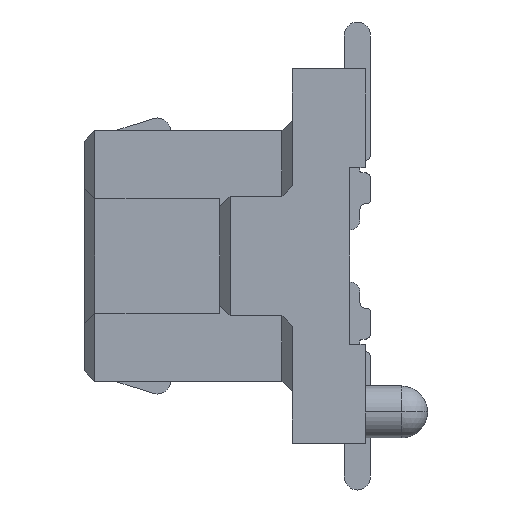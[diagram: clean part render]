
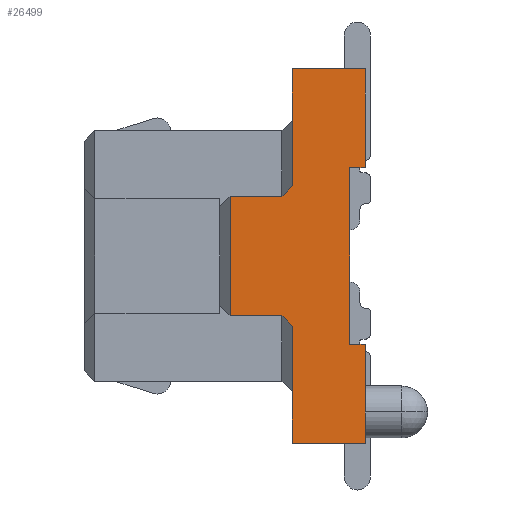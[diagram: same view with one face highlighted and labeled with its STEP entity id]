
A CAD part, left-side view. The second image highlights one B-rep face of the part: STEP entity #26499.
In plain terms, the highlighted planar face has unit normal (-1, 0, 0).
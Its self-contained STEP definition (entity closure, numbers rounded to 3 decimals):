
#47 = LINE ( 'NONE', #12196, #12398 ) ;
#332 = VERTEX_POINT ( 'NONE', #33699 ) ;
#1031 = EDGE_CURVE ( 'NONE', #18528, #15623, #1768, .T. ) ;
#1533 = VERTEX_POINT ( 'NONE', #38600 ) ;
#1768 = LINE ( 'NONE', #19929, #7488 ) ;
#2240 = ORIENTED_EDGE ( 'NONE', *, *, #32711, .T. ) ;
#2739 = LINE ( 'NONE', #14504, #26046 ) ;
#2834 = CARTESIAN_POINT ( 'NONE',  ( -4.8, 0., -1.8 ) ) ;
#3373 = CARTESIAN_POINT ( 'NONE',  ( -4.8, 0.15, -0.85 ) ) ;
#3843 = CARTESIAN_POINT ( 'NONE',  ( -4.8, 0., 0.85 ) ) ;
#4311 = VECTOR ( 'NONE', #30899, 1000. ) ;
#4324 = DIRECTION ( 'NONE',  ( 0., 1., 0. ) ) ;
#4338 = DIRECTION ( 'NONE',  ( 0., 0.707, -0.707 ) ) ;
#4381 = CARTESIAN_POINT ( 'NONE',  ( -4.8, 0., -1.5 ) ) ;
#5477 = CARTESIAN_POINT ( 'NONE',  ( -4.8, 0., -1.8 ) ) ;
#5542 = VECTOR ( 'NONE', #14458, 1000. ) ;
#5854 = ORIENTED_EDGE ( 'NONE', *, *, #32724, .T. ) ;
#5925 = VERTEX_POINT ( 'NONE', #23686 ) ;
#6013 = CARTESIAN_POINT ( 'NONE',  ( -4.8, 0.15, 0.85 ) ) ;
#6108 = EDGE_CURVE ( 'NONE', #1533, #5925, #31234, .T. ) ;
#6264 = CARTESIAN_POINT ( 'NONE',  ( -4.8, 0.7, 1.8 ) ) ;
#6305 = EDGE_CURVE ( 'NONE', #38949, #332, #14980, .T. ) ;
#6481 = VERTEX_POINT ( 'NONE', #9788 ) ;
#7297 = VECTOR ( 'NONE', #36127, 1000. ) ;
#7488 = VECTOR ( 'NONE', #32086, 1000. ) ;
#7518 = LINE ( 'NONE', #10504, #9678 ) ;
#7594 = VECTOR ( 'NONE', #18654, 1000. ) ;
#7661 = DIRECTION ( 'NONE',  ( 0., 0., -1. ) ) ;
#7851 = CARTESIAN_POINT ( 'NONE',  ( -4.8, 1.3, 0.575 ) ) ;
#8632 = AXIS2_PLACEMENT_3D ( 'NONE', #2834, #20995, #21188 ) ;
#8809 = FACE_OUTER_BOUND ( 'NONE', #37835, .T. ) ;
#9110 = ORIENTED_EDGE ( 'NONE', *, *, #6108, .T. ) ;
#9574 = EDGE_CURVE ( 'NONE', #9829, #38949, #38811, .T. ) ;
#9678 = VECTOR ( 'NONE', #4324, 1000. ) ;
#9788 = CARTESIAN_POINT ( 'NONE',  ( -4.8, 0.8, 0.575 ) ) ;
#9792 = VERTEX_POINT ( 'NONE', #22838 ) ;
#9829 = VERTEX_POINT ( 'NONE', #17828 ) ;
#10103 = VERTEX_POINT ( 'NONE', #4381 ) ;
#10504 = CARTESIAN_POINT ( 'NONE',  ( -4.8, 0., 0.85 ) ) ;
#11398 = VECTOR ( 'NONE', #25181, 1000. ) ;
#11469 = LINE ( 'NONE', #5477, #5542 ) ;
#11601 = DIRECTION ( 'NONE',  ( 0., 0., 1. ) ) ;
#12196 = CARTESIAN_POINT ( 'NONE',  ( -4.8, 0.8, -0.575 ) ) ;
#12398 = VECTOR ( 'NONE', #24368, 1000. ) ;
#12689 = CARTESIAN_POINT ( 'NONE',  ( -4.8, 1.3, -0.575 ) ) ;
#12753 = EDGE_CURVE ( 'NONE', #34837, #6481, #13916, .T. ) ;
#13646 = VERTEX_POINT ( 'NONE', #3373 ) ;
#13916 = LINE ( 'NONE', #31663, #18095 ) ;
#14025 = EDGE_CURVE ( 'NONE', #10103, #30098, #2739, .T. ) ;
#14458 = DIRECTION ( 'NONE',  ( 0., 0., 1. ) ) ;
#14504 = CARTESIAN_POINT ( 'NONE',  ( -4.8, 0., -1.5 ) ) ;
#14591 = CARTESIAN_POINT ( 'NONE',  ( -4.8, 0.7, -1.8 ) ) ;
#14980 = LINE ( 'NONE', #14591, #25504 ) ;
#15068 = CARTESIAN_POINT ( 'NONE',  ( -4.8, 0., 1.8 ) ) ;
#15623 = VERTEX_POINT ( 'NONE', #6264 ) ;
#16461 = DIRECTION ( 'NONE',  ( 0., 0., 1. ) ) ;
#16663 = CARTESIAN_POINT ( 'NONE',  ( -4.8, 0.7, 0.675 ) ) ;
#17828 = CARTESIAN_POINT ( 'NONE',  ( -4.8, 0., -1.8 ) ) ;
#18095 = VECTOR ( 'NONE', #4338, 1000. ) ;
#18457 = EDGE_CURVE ( 'NONE', #13646, #33927, #20862, .T. ) ;
#18464 = ORIENTED_EDGE ( 'NONE', *, *, #19062, .T. ) ;
#18492 = DIRECTION ( 'NONE',  ( 0., 0., 1. ) ) ;
#18528 = VERTEX_POINT ( 'NONE', #15068 ) ;
#18654 = DIRECTION ( 'NONE',  ( 0., 0., 1. ) ) ;
#19008 = ORIENTED_EDGE ( 'NONE', *, *, #6305, .F. ) ;
#19062 = EDGE_CURVE ( 'NONE', #9792, #18528, #28555, .T. ) ;
#19361 = VERTEX_POINT ( 'NONE', #34057 ) ;
#19704 = ORIENTED_EDGE ( 'NONE', *, *, #31368, .F. ) ;
#19929 = CARTESIAN_POINT ( 'NONE',  ( -4.8, 0., 1.8 ) ) ;
#20565 = ORIENTED_EDGE ( 'NONE', *, *, #22578, .T. ) ;
#20795 = PLANE ( 'NONE',  #8632 ) ;
#20862 = LINE ( 'NONE', #33023, #7594 ) ;
#20995 = DIRECTION ( 'NONE',  ( -1., 0., 0. ) ) ;
#21188 = DIRECTION ( 'NONE',  ( 0., 0., 1. ) ) ;
#22490 = ORIENTED_EDGE ( 'NONE', *, *, #9574, .F. ) ;
#22578 = EDGE_CURVE ( 'NONE', #9829, #10103, #11469, .T. ) ;
#22838 = CARTESIAN_POINT ( 'NONE',  ( -4.8, 0., 0.85 ) ) ;
#23471 = EDGE_CURVE ( 'NONE', #19361, #6481, #24335, .T. ) ;
#23677 = CARTESIAN_POINT ( 'NONE',  ( -4.8, 0., -1.8 ) ) ;
#23686 = CARTESIAN_POINT ( 'NONE',  ( -4.8, 0.8, -0.575 ) ) ;
#23975 = CARTESIAN_POINT ( 'NONE',  ( -4.8, 0., -0.85 ) ) ;
#24335 = LINE ( 'NONE', #33892, #4311 ) ;
#24368 = DIRECTION ( 'NONE',  ( 0., -0.707, -0.707 ) ) ;
#24401 = CARTESIAN_POINT ( 'NONE',  ( -4.8, 0.7, -1.8 ) ) ;
#25181 = DIRECTION ( 'NONE',  ( 0., 0., 1. ) ) ;
#25438 = LINE ( 'NONE', #16663, #28885 ) ;
#25504 = VECTOR ( 'NONE', #11601, 1000. ) ;
#26046 = VECTOR ( 'NONE', #18492, 1000. ) ;
#26499 = ADVANCED_FACE ( 'NONE', ( #8809 ), #20795, .T. ) ;
#26847 = ORIENTED_EDGE ( 'NONE', *, *, #38211, .F. ) ;
#27827 = CARTESIAN_POINT ( 'NONE',  ( -4.8, 0., -0.85 ) ) ;
#28182 = ORIENTED_EDGE ( 'NONE', *, *, #14025, .T. ) ;
#28555 = LINE ( 'NONE', #3843, #11398 ) ;
#28885 = VECTOR ( 'NONE', #16461, 1000. ) ;
#29046 = ORIENTED_EDGE ( 'NONE', *, *, #23471, .F. ) ;
#30098 = VERTEX_POINT ( 'NONE', #27827 ) ;
#30244 = ORIENTED_EDGE ( 'NONE', *, *, #18457, .T. ) ;
#30899 = DIRECTION ( 'NONE',  ( 0., -1., 0. ) ) ;
#31234 = LINE ( 'NONE', #12689, #38217 ) ;
#31368 = EDGE_CURVE ( 'NONE', #34837, #15623, #25438, .T. ) ;
#31663 = CARTESIAN_POINT ( 'NONE',  ( -4.8, 0.7, 0.675 ) ) ;
#31849 = ORIENTED_EDGE ( 'NONE', *, *, #12753, .T. ) ;
#31924 = VECTOR ( 'NONE', #7661, 1000. ) ;
#32086 = DIRECTION ( 'NONE',  ( 0., 1., 0. ) ) ;
#32711 = EDGE_CURVE ( 'NONE', #30098, #13646, #39114, .T. ) ;
#32724 = EDGE_CURVE ( 'NONE', #5925, #332, #47, .T. ) ;
#33023 = CARTESIAN_POINT ( 'NONE',  ( -4.8, 0.15, -0.85 ) ) ;
#33699 = CARTESIAN_POINT ( 'NONE',  ( -4.8, 0.7, -0.675 ) ) ;
#33892 = CARTESIAN_POINT ( 'NONE',  ( -4.8, 1.3, 0.575 ) ) ;
#33927 = VERTEX_POINT ( 'NONE', #6013 ) ;
#34057 = CARTESIAN_POINT ( 'NONE',  ( -4.8, 1.3, 0.575 ) ) ;
#34837 = VERTEX_POINT ( 'NONE', #36834 ) ;
#34980 = LINE ( 'NONE', #7851, #31924 ) ;
#35828 = DIRECTION ( 'NONE',  ( 0., 1., 0. ) ) ;
#36127 = DIRECTION ( 'NONE',  ( 0., 1., 0. ) ) ;
#36834 = CARTESIAN_POINT ( 'NONE',  ( -4.8, 0.7, 0.675 ) ) ;
#37209 = DIRECTION ( 'NONE',  ( 0., -1., 0. ) ) ;
#37557 = EDGE_CURVE ( 'NONE', #19361, #1533, #34980, .T. ) ;
#37704 = ORIENTED_EDGE ( 'NONE', *, *, #37557, .T. ) ;
#37835 = EDGE_LOOP ( 'NONE', ( #28182, #2240, #30244, #26847, #18464, #38718, #19704, #31849, #29046, #37704, #9110, #5854, #19008, #22490, #20565 ) ) ;
#38211 = EDGE_CURVE ( 'NONE', #9792, #33927, #7518, .T. ) ;
#38217 = VECTOR ( 'NONE', #37209, 1000. ) ;
#38600 = CARTESIAN_POINT ( 'NONE',  ( -4.8, 1.3, -0.575 ) ) ;
#38718 = ORIENTED_EDGE ( 'NONE', *, *, #1031, .T. ) ;
#38811 = LINE ( 'NONE', #23677, #38849 ) ;
#38849 = VECTOR ( 'NONE', #35828, 1000. ) ;
#38949 = VERTEX_POINT ( 'NONE', #24401 ) ;
#39114 = LINE ( 'NONE', #23975, #7297 ) ;
